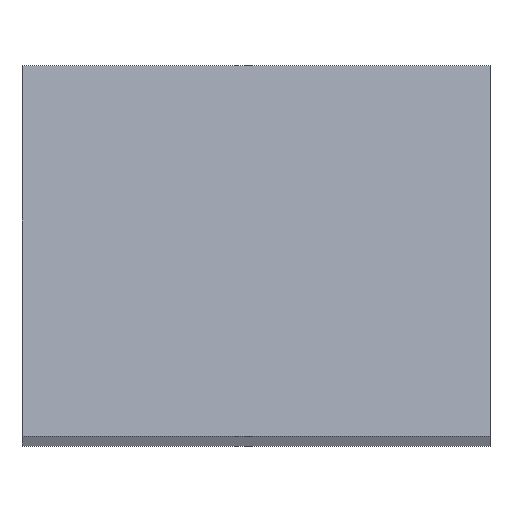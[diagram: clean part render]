
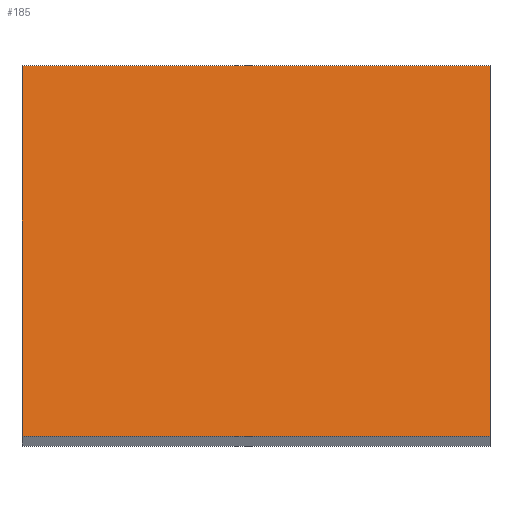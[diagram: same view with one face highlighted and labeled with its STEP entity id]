
A CAD part, top view. The second image highlights one B-rep face of the part: STEP entity #185.
In plain terms, the highlighted planar face has unit normal (0, 0.139, 0.99).
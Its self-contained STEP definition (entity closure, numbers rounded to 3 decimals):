
#11 = CARTESIAN_POINT ( 'NONE',  ( -9.99, 10.267, 1.202 ) ) ;
#103 = CARTESIAN_POINT ( 'NONE',  ( -9.99, 10.267, 1.202 ) ) ;
#111 = LINE ( 'NONE', #825, #154 ) ;
#154 = VECTOR ( 'NONE', #291, 1000. ) ;
#174 = ORIENTED_EDGE ( 'NONE', *, *, #971, .T. ) ;
#178 = DIRECTION ( 'NONE',  ( 0., -0.99, 0.139 ) ) ;
#185 = ADVANCED_FACE ( 'NONE', ( #467 ), #548, .T. ) ;
#235 = VERTEX_POINT ( 'NONE', #103 ) ;
#280 = VERTEX_POINT ( 'NONE', #863 ) ;
#291 = DIRECTION ( 'NONE',  ( 0., -0.99, 0.139 ) ) ;
#306 = VECTOR ( 'NONE', #766, 1000. ) ;
#319 = CARTESIAN_POINT ( 'NONE',  ( -9.99, -5.577, 3.429 ) ) ;
#327 = CARTESIAN_POINT ( 'NONE',  ( 10.01, 10.267, 1.202 ) ) ;
#388 = VECTOR ( 'NONE', #410, 1000. ) ;
#410 = DIRECTION ( 'NONE',  ( 1., 0., 0. ) ) ;
#425 = EDGE_CURVE ( 'NONE', #674, #1163, #785, .T. ) ;
#467 = FACE_OUTER_BOUND ( 'NONE', #962, .T. ) ;
#503 = ORIENTED_EDGE ( 'NONE', *, *, #784, .T. ) ;
#548 = PLANE ( 'NONE',  #845 ) ;
#567 = VECTOR ( 'NONE', #178, 1000. ) ;
#578 = CARTESIAN_POINT ( 'NONE',  ( -9.99, 10.267, 1.202 ) ) ;
#608 = EDGE_CURVE ( 'NONE', #235, #674, #1023, .T. ) ;
#674 = VERTEX_POINT ( 'NONE', #327 ) ;
#766 = DIRECTION ( 'NONE',  ( 1., 0., 0. ) ) ;
#784 = EDGE_CURVE ( 'NONE', #235, #280, #111, .T. ) ;
#785 = LINE ( 'NONE', #1155, #567 ) ;
#825 = CARTESIAN_POINT ( 'NONE',  ( -9.99, 10.267, 1.202 ) ) ;
#845 = AXIS2_PLACEMENT_3D ( 'NONE', #11, #914, #907 ) ;
#863 = CARTESIAN_POINT ( 'NONE',  ( -9.99, -5.577, 3.429 ) ) ;
#887 = LINE ( 'NONE', #319, #388 ) ;
#907 = DIRECTION ( 'NONE',  ( 0., -0.99, 0.139 ) ) ;
#914 = DIRECTION ( 'NONE',  ( 0., 0.139, 0.99 ) ) ;
#962 = EDGE_LOOP ( 'NONE', ( #174, #1058, #1166, #503 ) ) ;
#971 = EDGE_CURVE ( 'NONE', #280, #1163, #887, .T. ) ;
#1023 = LINE ( 'NONE', #578, #306 ) ;
#1058 = ORIENTED_EDGE ( 'NONE', *, *, #425, .F. ) ;
#1060 = CARTESIAN_POINT ( 'NONE',  ( 10.01, -5.577, 3.429 ) ) ;
#1155 = CARTESIAN_POINT ( 'NONE',  ( 10.01, 10.267, 1.202 ) ) ;
#1163 = VERTEX_POINT ( 'NONE', #1060 ) ;
#1166 = ORIENTED_EDGE ( 'NONE', *, *, #608, .F. ) ;
